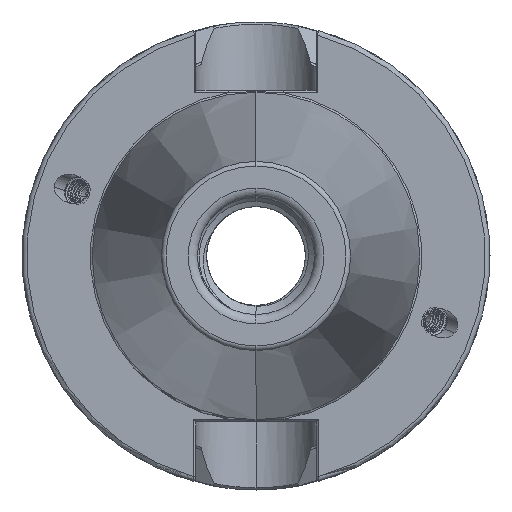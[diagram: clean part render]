
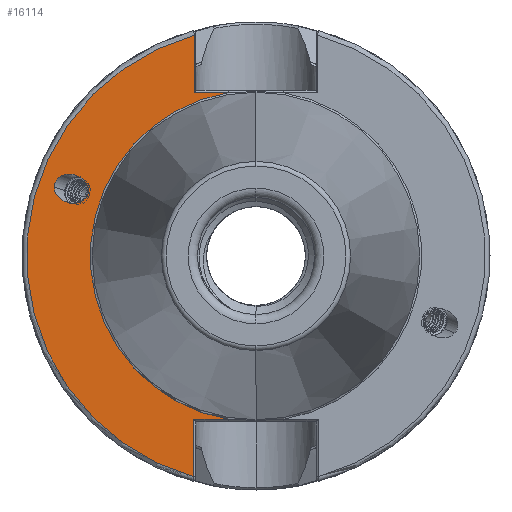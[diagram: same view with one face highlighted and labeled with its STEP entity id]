
A CAD part, left-side view. The second image highlights one B-rep face of the part: STEP entity #16114.
In plain terms, the highlighted planar face has unit normal (-1, 0, 0).
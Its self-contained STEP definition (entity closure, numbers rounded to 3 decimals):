
#6528 = CARTESIAN_POINT ( 'NONE',  ( 0., 0., 0. ) ) ;
#6537 = DIRECTION ( 'NONE',  ( 0., 0., -1. ) ) ;
#6538 = DIRECTION ( 'NONE',  ( 1., 0., 0. ) ) ;
#6707 = CARTESIAN_POINT ( 'NONE',  ( 0., 37.57, 8.69 ) ) ;
#6712 = DIRECTION ( 'NONE',  ( 0., 0., 1. ) ) ;
#6714 = CARTESIAN_POINT ( 'NONE',  ( 0., 13.279, -35.4 ) ) ;
#6730 = CARTESIAN_POINT ( 'NONE',  ( 0., 43.118, 9.99 ) ) ;
#6731 = CARTESIAN_POINT ( 'NONE',  ( 0., 35.968, 13.091 ) ) ;
#6738 = CARTESIAN_POINT ( 'NONE',  ( 0., -12.85, -34.9 ) ) ;
#6743 = DIRECTION ( 'NONE',  ( 0., -1., 0. ) ) ;
#6749 = CARTESIAN_POINT ( 'NONE',  ( 0., 43.118, 14.766 ) ) ;
#6820 = CARTESIAN_POINT ( 'NONE',  ( 0., 13.194, 0. ) ) ;
#6857 = DIRECTION ( 'NONE',  ( 0., 1., 0. ) ) ;
#6860 = DIRECTION ( 'NONE',  ( 0., 0., 1. ) ) ;
#6878 = CARTESIAN_POINT ( 'NONE',  ( 0., 35.398, 34.9 ) ) ;
#9049 = EDGE_CURVE ( 'NONE', #26134, #26110, #10318, .T. ) ;
#9085 = EDGE_CURVE ( 'NONE', #23274, #23282, #10313, .T. ) ;
#9110 = EDGE_CURVE ( 'NONE', #9957, #9919, #25088, .T. ) ;
#9119 = EDGE_CURVE ( 'NONE', #23274, #23296, #10353, .T. ) ;
#9121 = EDGE_CURVE ( 'NONE', #23296, #26134, #10357, .T. ) ;
#9139 = EDGE_CURVE ( 'NONE', #23269, #23282, #10351, .T. ) ;
#9143 = EDGE_CURVE ( 'NONE', #26110, #23269, #10360, .T. ) ;
#9919 = VERTEX_POINT ( 'NONE', #14571 ) ;
#9944 = VERTEX_POINT ( 'NONE', #14616 ) ;
#9957 = VERTEX_POINT ( 'NONE', #14557 ) ;
#10313 = CIRCLE ( 'NONE', #19729, 49. ) ;
#10318 = CIRCLE ( 'NONE', #19710, 35.398 ) ;
#10338 = VECTOR ( 'NONE', #6857, 1000. ) ;
#10343 = VECTOR ( 'NONE', #6712, 1000. ) ;
#10351 = LINE ( 'NONE', #6820, #10355 ) ;
#10353 = LINE ( 'NONE', #6714, #10343 ) ;
#10355 = VECTOR ( 'NONE', #6860, 1000. ) ;
#10357 = LINE ( 'NONE', #6738, #10379 ) ;
#10360 = LINE ( 'NONE', #6878, #10338 ) ;
#10379 = VECTOR ( 'NONE', #6743, 1000. ) ;
#10477 = FACE_OUTER_BOUND ( 'NONE', #26077, .T. ) ;
#10513 = FACE_BOUND ( 'NONE', #26086, .T. ) ;
#14557 = CARTESIAN_POINT ( 'NONE',  ( 0., 43.118, 14.766 ) ) ;
#14571 = CARTESIAN_POINT ( 'NONE',  ( 0., 35.968, 13.091 ) ) ;
#14616 = CARTESIAN_POINT ( 'NONE',  ( 0., 35.816, 13.963 ) ) ;
#15245 = CARTESIAN_POINT ( 'NONE',  ( 0., 35.398, 0. ) ) ;
#15261 = DIRECTION ( 'NONE',  ( -1., 0., 0. ) ) ;
#15263 = PLANE ( 'NONE',  #22395 ) ;
#15278 = DIRECTION ( 'NONE',  ( 0., 0., -1. ) ) ;
#15305 = DIRECTION ( 'NONE',  ( 0., 0., 1. ) ) ;
#15362 = CARTESIAN_POINT ( 'NONE',  ( 0., 0., 0. ) ) ;
#15366 = DIRECTION ( 'NONE',  ( 1., 0., 0. ) ) ;
#16114 = ADVANCED_FACE ( 'NONE', ( #10513, #10477 ), #15263, .T. ) ;
#19710 = AXIS2_PLACEMENT_3D ( 'NONE', #15362, #15366, #15278 ) ;
#19729 = AXIS2_PLACEMENT_3D ( 'NONE', #6528, #6538, #6537 ) ;
#19847 = EDGE_CURVE ( 'NONE', #9919, #9944, #20100, .T. ) ;
#19912 = EDGE_CURVE ( 'NONE', #9944, #9957, #20066, .T. ) ;
#20066 =( BOUNDED_CURVE ( )  B_SPLINE_CURVE ( 3, ( #21827, #21829, #21836, #21834 ),
 .UNSPECIFIED., .F., .F. ) 
 B_SPLINE_CURVE_WITH_KNOTS ( ( 4, 4 ),
 ( 0.29, 3.431 ),
 .UNSPECIFIED. ) 
 CURVE ( )  GEOMETRIC_REPRESENTATION_ITEM ( )  RATIONAL_B_SPLINE_CURVE ( ( 1., 0.333, 0.333, 1. ) ) 
 REPRESENTATION_ITEM ( '' )  );
#20100 =( BOUNDED_CURVE ( )  B_SPLINE_CURVE ( 3, ( #21408, #21422, #21431, #21414 ),
 .UNSPECIFIED., .F., .F. ) 
 B_SPLINE_CURVE_WITH_KNOTS ( ( 4, 4 ),
 ( 0., 0.29 ),
 .UNSPECIFIED. ) 
 CURVE ( )  GEOMETRIC_REPRESENTATION_ITEM ( )  RATIONAL_B_SPLINE_CURVE ( ( 1., 0.993, 0.993, 1. ) ) 
 REPRESENTATION_ITEM ( '' )  );
#20316 = CARTESIAN_POINT ( 'NONE',  ( 0., 5.916, 34.9 ) ) ;
#20358 = CARTESIAN_POINT ( 'NONE',  ( 0., 13.279, -34.9 ) ) ;
#20378 = CARTESIAN_POINT ( 'NONE',  ( 0., 5.916, -34.9 ) ) ;
#21408 = CARTESIAN_POINT ( 'NONE',  ( 0., 35.968, 13.091 ) ) ;
#21414 = CARTESIAN_POINT ( 'NONE',  ( 0., 35.816, 13.963 ) ) ;
#21422 = CARTESIAN_POINT ( 'NONE',  ( 0., 35.867, 13.369 ) ) ;
#21431 = CARTESIAN_POINT ( 'NONE',  ( 0., 35.816, 13.662 ) ) ;
#21827 = CARTESIAN_POINT ( 'NONE',  ( 0., 35.816, 13.963 ) ) ;
#21829 = CARTESIAN_POINT ( 'NONE',  ( 0., 35.816, 20.184 ) ) ;
#21834 = CARTESIAN_POINT ( 'NONE',  ( 0., 43.118, 14.766 ) ) ;
#21836 = CARTESIAN_POINT ( 'NONE',  ( 0., 43.118, 20.987 ) ) ;
#21948 = CARTESIAN_POINT ( 'NONE',  ( 0., 13.194, 34.9 ) ) ;
#21952 = CARTESIAN_POINT ( 'NONE',  ( 0., 13.279, -47.166 ) ) ;
#21985 = CARTESIAN_POINT ( 'NONE',  ( 0., 13.194, 47.19 ) ) ;
#22395 = AXIS2_PLACEMENT_3D ( 'NONE', #15245, #15261, #15305 ) ;
#23269 = VERTEX_POINT ( 'NONE', #21948 ) ;
#23274 = VERTEX_POINT ( 'NONE', #21952 ) ;
#23282 = VERTEX_POINT ( 'NONE', #21985 ) ;
#23296 = VERTEX_POINT ( 'NONE', #20358 ) ;
#24178 = ORIENTED_EDGE ( 'NONE', *, *, #9139, .T. ) ;
#24180 = ORIENTED_EDGE ( 'NONE', *, *, #9143, .T. ) ;
#24184 = ORIENTED_EDGE ( 'NONE', *, *, #19847, .F. ) ;
#24185 = ORIENTED_EDGE ( 'NONE', *, *, #9049, .T. ) ;
#24219 = ORIENTED_EDGE ( 'NONE', *, *, #9110, .F. ) ;
#24231 = ORIENTED_EDGE ( 'NONE', *, *, #9119, .T. ) ;
#24240 = ORIENTED_EDGE ( 'NONE', *, *, #9121, .T. ) ;
#24281 = ORIENTED_EDGE ( 'NONE', *, *, #9085, .F. ) ;
#24283 = ORIENTED_EDGE ( 'NONE', *, *, #19912, .F. ) ;
#25088 =( BOUNDED_CURVE ( )  B_SPLINE_CURVE ( 3, ( #6749, #6730, #6707, #6731 ),
 .UNSPECIFIED., .F., .F. ) 
 B_SPLINE_CURVE_WITH_KNOTS ( ( 4, 4 ),
 ( 3.431, 6.283 ),
 .UNSPECIFIED. ) 
 CURVE ( )  GEOMETRIC_REPRESENTATION_ITEM ( )  RATIONAL_B_SPLINE_CURVE ( ( 1., 0.43, 0.43, 1. ) ) 
 REPRESENTATION_ITEM ( '' )  );
#26077 = EDGE_LOOP ( 'NONE', ( #24281, #24231, #24240, #24185, #24180, #24178 ) ) ;
#26086 = EDGE_LOOP ( 'NONE', ( #24184, #24219, #24283 ) ) ;
#26110 = VERTEX_POINT ( 'NONE', #20316 ) ;
#26134 = VERTEX_POINT ( 'NONE', #20378 ) ;
